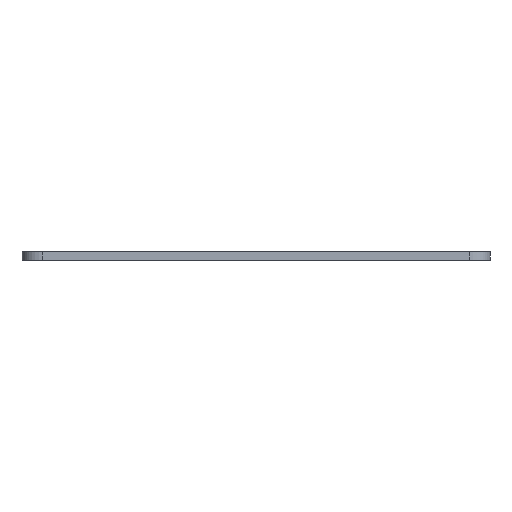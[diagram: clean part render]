
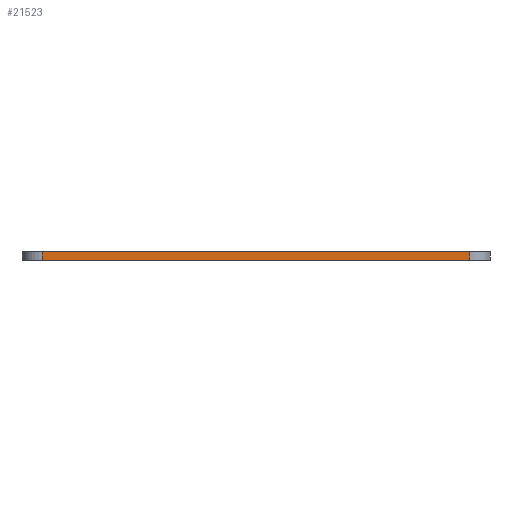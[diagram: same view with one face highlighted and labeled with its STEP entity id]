
A CAD part, front view. The second image highlights one B-rep face of the part: STEP entity #21523.
In plain terms, the highlighted planar face has unit normal (0, -1, 0).
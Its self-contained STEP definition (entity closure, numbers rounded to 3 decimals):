
#3287=FACE_OUTER_BOUND('',#4544,.T.);
#4544=EDGE_LOOP('',(#19718,#19719,#19720,#19721));
#4622=LINE('',#25142,#6439);
#4990=LINE('',#28864,#6807);
#6362=LINE('',#42645,#8179);
#6363=LINE('',#42647,#8180);
#6439=VECTOR('',#22201,10.);
#6807=VECTOR('',#22641,10.);
#8179=VECTOR('',#24909,10.);
#8180=VECTOR('',#24912,10.);
#8254=VERTEX_POINT('',#25138);
#8256=VERTEX_POINT('',#25141);
#9134=VERTEX_POINT('',#28842);
#9144=VERTEX_POINT('',#28862);
#10395=EDGE_CURVE('',#8254,#8256,#4622,.T.);
#11284=EDGE_CURVE('',#9144,#9134,#4990,.T.);
#13514=EDGE_CURVE('',#9134,#8254,#6362,.T.);
#13515=EDGE_CURVE('',#8256,#9144,#6363,.T.);
#19718=ORIENTED_EDGE('',*,*,#13514,.F.);
#19719=ORIENTED_EDGE('',*,*,#11284,.F.);
#19720=ORIENTED_EDGE('',*,*,#13515,.F.);
#19721=ORIENTED_EDGE('',*,*,#10395,.F.);
#20404=PLANE('',#22097);
#21523=ADVANCED_FACE('',(#3287),#20404,.T.);
#22097=AXIS2_PLACEMENT_3D('',#42646,#24910,#24911);
#22201=DIRECTION('',(1.,0.,0.));
#22641=DIRECTION('',(-1.,0.,0.));
#24909=DIRECTION('',(0.,0.,1.));
#24910=DIRECTION('center_axis',(0.,-1.,0.));
#24911=DIRECTION('ref_axis',(1.,0.,0.));
#24912=DIRECTION('',(0.,0.,-1.));
#25138=CARTESIAN_POINT('',(-44.169,-49.142,1.719));
#25141=CARTESIAN_POINT('',(60.831,-49.142,1.719));
#25142=CARTESIAN_POINT('',(65.831,-49.142,1.719));
#28842=CARTESIAN_POINT('',(-44.169,-49.142,-0.281));
#28862=CARTESIAN_POINT('',(60.831,-49.142,-0.281));
#28864=CARTESIAN_POINT('',(65.831,-49.142,-0.281));
#42645=CARTESIAN_POINT('',(-44.169,-49.142,-0.281));
#42646=CARTESIAN_POINT('Origin',(-49.169,-49.142,-0.281));
#42647=CARTESIAN_POINT('',(60.831,-49.142,-0.281));
